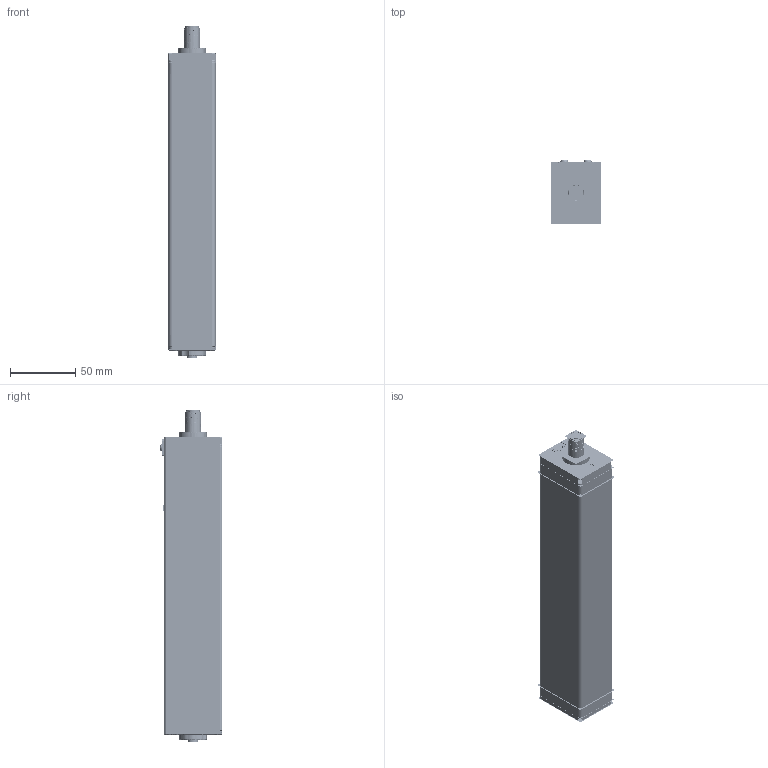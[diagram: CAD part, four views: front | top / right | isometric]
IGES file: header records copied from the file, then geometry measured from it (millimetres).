
Start section:  PTC IGES file: 145439.igs
Global section: file name: 145439.igs; native system: Creo Parametric by Parametric Technology Corporation; preprocessor: 2013230; author: pdmadmin; organization: Unknown; date: 20160309.093827; units: millimetre
Bounding box: 37.44 x 48.37 x 253.48 mm (x, y, z)
Volume: 159837.5 mm3; surface area: 597535.4 mm2
Topology: 23 solids, 33 shells, 5492 faces, 28572 edges, 36056 vertices
Faces by surface type: bspline 2826, revolution 2666
